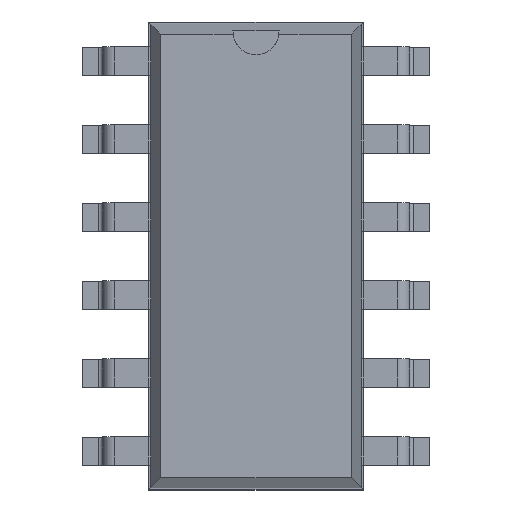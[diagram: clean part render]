
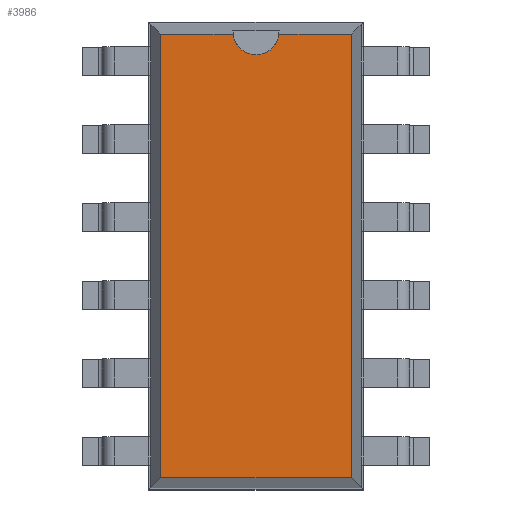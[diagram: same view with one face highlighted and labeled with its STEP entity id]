
A CAD part, top view. The second image highlights one B-rep face of the part: STEP entity #3986.
In plain terms, the highlighted planar face has unit normal (0, 0, 1).
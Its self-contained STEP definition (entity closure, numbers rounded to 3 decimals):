
#26=VECTOR('',#27,1.);
#27=DIRECTION('',(0.,1.,0.));
#33=VECTOR('',#34,1.);
#34=DIRECTION('',(-1.,0.,0.));
#40=VECTOR('',#41,1.);
#41=DIRECTION('',(0.,-1.,0.));
#45=VECTOR('',#46,1.);
#46=DIRECTION('',(1.,0.,0.));
#49=DIRECTION('',(0.,0.,-1.));
#858=DIRECTION('',(0.,0.,-1.));
#2698=VERTEX_POINT('',#2699);
#2699=CARTESIAN_POINT('',(3.101,7.221,3.68));
#2701=ORIENTED_EDGE('',*,*,#2702,.F.);
#2702=EDGE_CURVE('',#2703,#2698,#2705,.T.);
#2703=VERTEX_POINT('',#2704);
#2704=CARTESIAN_POINT('',(3.101,-7.221,3.68));
#2705=LINE('',#2704,#26);
#3313=VERTEX_POINT('',#3314);
#3314=CARTESIAN_POINT('',(-3.101,7.221,3.68));
#3316=ORIENTED_EDGE('',*,*,#3317,.F.);
#3317=EDGE_CURVE('',#3318,#3313,#3320,.T.);
#3318=VERTEX_POINT('',#3319);
#3319=CARTESIAN_POINT('',(-0.746,7.221,3.68));
#3320=LINE('',#2699,#33);
#3339=VERTEX_POINT('',#3340);
#3340=CARTESIAN_POINT('',(0.746,7.221,3.68));
#3346=ORIENTED_EDGE('',*,*,#3347,.F.);
#3347=EDGE_CURVE('',#2698,#3339,#3320,.T.);
#3373=VERTEX_POINT('',#3374);
#3374=CARTESIAN_POINT('',(-3.101,-7.221,3.68));
#3376=ORIENTED_EDGE('',*,*,#3377,.F.);
#3377=EDGE_CURVE('',#3313,#3373,#3378,.T.);
#3378=LINE('',#3314,#40);
#3981=ORIENTED_EDGE('',*,*,#3982,.F.);
#3982=EDGE_CURVE('',#3373,#2703,#3983,.T.);
#3983=LINE('',#3374,#45);
#3986=ADVANCED_FACE('',(#3987),#3998,.F.);
#3987=FACE_BOUND('',#3988,.F.);
#3988=EDGE_LOOP('',(#2701,#3981,#3376,#3316,#3989,#3996,#3346));
#3989=ORIENTED_EDGE('',*,*,#3990,.F.);
#3990=EDGE_CURVE('',#3991,#3318,#3993,.T.);
#3991=VERTEX_POINT('',#3992);
#3992=CARTESIAN_POINT('',(0.,6.546,3.68));
#3993=CIRCLE('',#3994,0.75);
#3994=AXIS2_PLACEMENT_3D('',#3995,#858,#41);
#3995=CARTESIAN_POINT('',(0.,7.296,3.68));
#3996=ORIENTED_EDGE('',*,*,#3997,.F.);
#3997=EDGE_CURVE('',#3339,#3991,#3993,.T.);
#3998=PLANE('',#3999);
#3999=AXIS2_PLACEMENT_3D('',#2704,#49,#4000);
#4000=DIRECTION('',(-0.395,0.919,0.));
